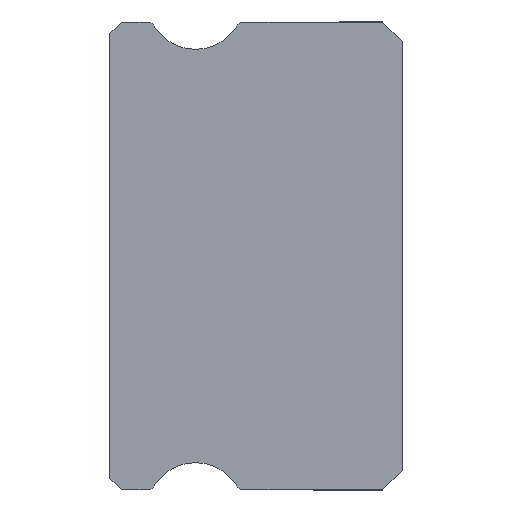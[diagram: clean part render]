
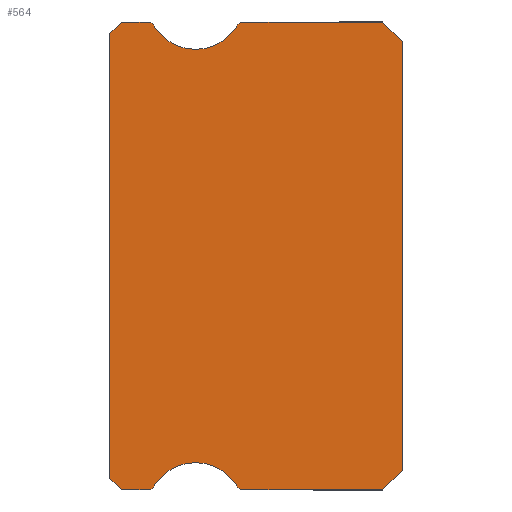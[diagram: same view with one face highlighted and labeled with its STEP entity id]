
A CAD part, left-side view. The second image highlights one B-rep face of the part: STEP entity #564.
In plain terms, the highlighted planar face has unit normal (-1, 0, 0).
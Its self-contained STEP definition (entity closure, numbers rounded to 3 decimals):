
#77 = CIRCLE ( 'NONE', #1217, 0.15 ) ;
#82 = CARTESIAN_POINT ( 'NONE',  ( -5., 6.512, -6. ) ) ;
#126 = EDGE_CURVE ( 'NONE', #2731, #2845, #714, .T. ) ;
#153 = CARTESIAN_POINT ( 'NONE',  ( -5., 4.088, -6. ) ) ;
#164 = VECTOR ( 'NONE', #3398, 1000. ) ;
#186 = VECTOR ( 'NONE', #294, 1000. ) ;
#202 = ORIENTED_EDGE ( 'NONE', *, *, #126, .F. ) ;
#251 = CARTESIAN_POINT ( 'NONE',  ( -5., 7.2, -6. ) ) ;
#281 = CIRCLE ( 'NONE', #446, 1.25 ) ;
#289 = VERTEX_POINT ( 'NONE', #1909 ) ;
#291 = CARTESIAN_POINT ( 'NONE',  ( -5., 6.512, -5.85 ) ) ;
#294 = DIRECTION ( 'NONE',  ( 0., -0.707, -0.707 ) ) ;
#305 = VERTEX_POINT ( 'NONE', #2129 ) ;
#309 = LINE ( 'NONE', #1709, #186 ) ;
#357 = DIRECTION ( 'NONE',  ( 0., 0., 1. ) ) ;
#373 = ORIENTED_EDGE ( 'NONE', *, *, #1670, .T. ) ;
#396 = VECTOR ( 'NONE', #3326, 1000. ) ;
#437 = CARTESIAN_POINT ( 'NONE',  ( -5., 0.5, -6. ) ) ;
#444 = DIRECTION ( 'NONE',  ( 0., 0., -1. ) ) ;
#446 = AXIS2_PLACEMENT_3D ( 'NONE', #1279, #1006, #444 ) ;
#449 = CIRCLE ( 'NONE', #1130, 0.15 ) ;
#518 = CARTESIAN_POINT ( 'NONE',  ( -5., 4.088, 6. ) ) ;
#520 = VECTOR ( 'NONE', #1229, 1000. ) ;
#541 = DIRECTION ( 'NONE',  ( 0., 0., -1. ) ) ;
#564 = ADVANCED_FACE ( 'NONE', ( #3379 ), #939, .F. ) ;
#582 = EDGE_CURVE ( 'NONE', #2836, #2724, #2170, .T. ) ;
#607 = CARTESIAN_POINT ( 'NONE',  ( -5., 7.5, 5.85 ) ) ;
#613 = LINE ( 'NONE', #3151, #1509 ) ;
#714 = LINE ( 'NONE', #2080, #164 ) ;
#771 = EDGE_CURVE ( 'NONE', #1923, #2836, #2732, .T. ) ;
#784 = CARTESIAN_POINT ( 'NONE',  ( -5., 7.2, 6. ) ) ;
#806 = VERTEX_POINT ( 'NONE', #2281 ) ;
#818 = DIRECTION ( 'NONE',  ( 0., 0., -1. ) ) ;
#861 = DIRECTION ( 'NONE',  ( 0., 0., -1. ) ) ;
#895 = CARTESIAN_POINT ( 'NONE',  ( -5., 6.512, -6. ) ) ;
#939 = PLANE ( 'NONE',  #1420 ) ;
#979 = DIRECTION ( 'NONE',  ( 1., 0., 0. ) ) ;
#987 = ORIENTED_EDGE ( 'NONE', *, *, #1452, .T. ) ;
#1006 = DIRECTION ( 'NONE',  ( -1., 0., 0. ) ) ;
#1043 = CARTESIAN_POINT ( 'NONE',  ( -5., 7.5, -5.7 ) ) ;
#1066 = EDGE_CURVE ( 'NONE', #2458, #1332, #1401, .T. ) ;
#1110 = DIRECTION ( 'NONE',  ( -1., 0., 0. ) ) ;
#1130 = AXIS2_PLACEMENT_3D ( 'NONE', #291, #2531, #818 ) ;
#1142 = ORIENTED_EDGE ( 'NONE', *, *, #2576, .F. ) ;
#1152 = CARTESIAN_POINT ( 'NONE',  ( -5., 5.3, 5.3 ) ) ;
#1186 = ORIENTED_EDGE ( 'NONE', *, *, #1407, .F. ) ;
#1191 = LINE ( 'NONE', #3333, #3183 ) ;
#1217 = AXIS2_PLACEMENT_3D ( 'NONE', #1733, #1439, #541 ) ;
#1221 = ORIENTED_EDGE ( 'NONE', *, *, #3199, .F. ) ;
#1229 = DIRECTION ( 'NONE',  ( 0., -1., 0. ) ) ;
#1279 = CARTESIAN_POINT ( 'NONE',  ( -5., 5.3, -6.55 ) ) ;
#1283 = CARTESIAN_POINT ( 'NONE',  ( -5., 6.512, 6. ) ) ;
#1324 = AXIS2_PLACEMENT_3D ( 'NONE', #2262, #1730, #861 ) ;
#1332 = VERTEX_POINT ( 'NONE', #3258 ) ;
#1377 = VERTEX_POINT ( 'NONE', #153 ) ;
#1401 = LINE ( 'NONE', #607, #396 ) ;
#1407 = EDGE_CURVE ( 'NONE', #1759, #3286, #281, .T. ) ;
#1412 = DIRECTION ( 'NONE',  ( 0., -0.707, -0.707 ) ) ;
#1419 = DIRECTION ( 'NONE',  ( 0., 0., -1. ) ) ;
#1420 = AXIS2_PLACEMENT_3D ( 'NONE', #2064, #979, #2627 ) ;
#1434 = LINE ( 'NONE', #251, #2896 ) ;
#1439 = DIRECTION ( 'NONE',  ( 1., 0., 0. ) ) ;
#1452 = EDGE_CURVE ( 'NONE', #2458, #1942, #1434, .T. ) ;
#1478 = EDGE_CURVE ( 'NONE', #3286, #1505, #449, .T. ) ;
#1505 = VERTEX_POINT ( 'NONE', #895 ) ;
#1509 = VECTOR ( 'NONE', #1512, 1000. ) ;
#1512 = DIRECTION ( 'NONE',  ( 0., 1., 0. ) ) ;
#1590 = CARTESIAN_POINT ( 'NONE',  ( -5., 6.383, -5.925 ) ) ;
#1626 = EDGE_CURVE ( 'NONE', #1942, #1505, #2332, .T. ) ;
#1636 = ORIENTED_EDGE ( 'NONE', *, *, #1962, .F. ) ;
#1664 = ORIENTED_EDGE ( 'NONE', *, *, #1890, .F. ) ;
#1670 = EDGE_CURVE ( 'NONE', #2731, #289, #2052, .T. ) ;
#1676 = EDGE_CURVE ( 'NONE', #2465, #3254, #1191, .T. ) ;
#1685 = CIRCLE ( 'NONE', #3106, 0.15 ) ;
#1703 = ORIENTED_EDGE ( 'NONE', *, *, #1676, .T. ) ;
#1709 = CARTESIAN_POINT ( 'NONE',  ( -5., 0.5, 6. ) ) ;
#1730 = DIRECTION ( 'NONE',  ( -1., 0., 0. ) ) ;
#1733 = CARTESIAN_POINT ( 'NONE',  ( -5., 6.512, 5.85 ) ) ;
#1737 = CIRCLE ( 'NONE', #1324, 1.25 ) ;
#1759 = VERTEX_POINT ( 'NONE', #2449 ) ;
#1770 = AXIS2_PLACEMENT_3D ( 'NONE', #2358, #3436, #2078 ) ;
#1821 = VECTOR ( 'NONE', #357, 1000. ) ;
#1859 = ORIENTED_EDGE ( 'NONE', *, *, #2506, .F. ) ;
#1864 = LINE ( 'NONE', #1882, #3506 ) ;
#1882 = CARTESIAN_POINT ( 'NONE',  ( -5., 7.5, 5.7 ) ) ;
#1890 = EDGE_CURVE ( 'NONE', #2465, #305, #77, .T. ) ;
#1909 = CARTESIAN_POINT ( 'NONE',  ( -5., 0., 5.5 ) ) ;
#1922 = CARTESIAN_POINT ( 'NONE',  ( -5., 0., -5.5 ) ) ;
#1923 = VERTEX_POINT ( 'NONE', #1152 ) ;
#1942 = VERTEX_POINT ( 'NONE', #3115 ) ;
#1959 = DIRECTION ( 'NONE',  ( 1., 0., 0. ) ) ;
#1962 = EDGE_CURVE ( 'NONE', #2845, #1377, #613, .T. ) ;
#2047 = DIRECTION ( 'NONE',  ( 0., -1., 0. ) ) ;
#2052 = LINE ( 'NONE', #2863, #1821 ) ;
#2064 = CARTESIAN_POINT ( 'NONE',  ( -5., 6.512, 5.85 ) ) ;
#2078 = DIRECTION ( 'NONE',  ( 0., 0., -1. ) ) ;
#2080 = CARTESIAN_POINT ( 'NONE',  ( -5., 0., -5.5 ) ) ;
#2099 = EDGE_CURVE ( 'NONE', #1377, #1759, #1685, .T. ) ;
#2129 = CARTESIAN_POINT ( 'NONE',  ( -5., 6.383, 5.925 ) ) ;
#2170 = CIRCLE ( 'NONE', #1770, 0.15 ) ;
#2260 = ORIENTED_EDGE ( 'NONE', *, *, #582, .F. ) ;
#2262 = CARTESIAN_POINT ( 'NONE',  ( -5., 5.3, 6.55 ) ) ;
#2277 = ORIENTED_EDGE ( 'NONE', *, *, #2099, .F. ) ;
#2281 = CARTESIAN_POINT ( 'NONE',  ( -5., 0.5, 6. ) ) ;
#2332 = LINE ( 'NONE', #82, #520 ) ;
#2358 = CARTESIAN_POINT ( 'NONE',  ( -5., 4.088, 5.85 ) ) ;
#2384 = DIRECTION ( 'NONE',  ( 0., 0., -1. ) ) ;
#2424 = ORIENTED_EDGE ( 'NONE', *, *, #1626, .T. ) ;
#2449 = CARTESIAN_POINT ( 'NONE',  ( -5., 4.217, -5.925 ) ) ;
#2458 = VERTEX_POINT ( 'NONE', #1043 ) ;
#2465 = VERTEX_POINT ( 'NONE', #1283 ) ;
#2480 = ORIENTED_EDGE ( 'NONE', *, *, #1066, .F. ) ;
#2506 = EDGE_CURVE ( 'NONE', #806, #289, #309, .T. ) ;
#2531 = DIRECTION ( 'NONE',  ( 1., 0., 0. ) ) ;
#2576 = EDGE_CURVE ( 'NONE', #305, #1923, #1737, .T. ) ;
#2592 = CARTESIAN_POINT ( 'NONE',  ( -5., 6.512, 6. ) ) ;
#2627 = DIRECTION ( 'NONE',  ( 0., 0., -1. ) ) ;
#2691 = EDGE_CURVE ( 'NONE', #3254, #1332, #1864, .T. ) ;
#2724 = VERTEX_POINT ( 'NONE', #518 ) ;
#2731 = VERTEX_POINT ( 'NONE', #1922 ) ;
#2732 = CIRCLE ( 'NONE', #3186, 1.25 ) ;
#2748 = EDGE_LOOP ( 'NONE', ( #3330, #2480, #987, #2424, #3277, #1186, #2277, #1636, #202, #373, #1859, #1221, #2260, #2986, #1142, #1664, #1703 ) ) ;
#2836 = VERTEX_POINT ( 'NONE', #3291 ) ;
#2845 = VERTEX_POINT ( 'NONE', #437 ) ;
#2863 = CARTESIAN_POINT ( 'NONE',  ( -5., 0., 5.5 ) ) ;
#2896 = VECTOR ( 'NONE', #1412, 1000. ) ;
#2941 = VECTOR ( 'NONE', #2047, 1000. ) ;
#2944 = DIRECTION ( 'NONE',  ( 0., 0.707, -0.707 ) ) ;
#2986 = ORIENTED_EDGE ( 'NONE', *, *, #771, .F. ) ;
#3055 = DIRECTION ( 'NONE',  ( 0., 1., 0. ) ) ;
#3106 = AXIS2_PLACEMENT_3D ( 'NONE', #3317, #1959, #2384 ) ;
#3115 = CARTESIAN_POINT ( 'NONE',  ( -5., 7.2, -6. ) ) ;
#3151 = CARTESIAN_POINT ( 'NONE',  ( -5., 6.512, -6. ) ) ;
#3171 = LINE ( 'NONE', #2592, #2941 ) ;
#3183 = VECTOR ( 'NONE', #3055, 1000. ) ;
#3186 = AXIS2_PLACEMENT_3D ( 'NONE', #3590, #1110, #1419 ) ;
#3199 = EDGE_CURVE ( 'NONE', #2724, #806, #3171, .T. ) ;
#3254 = VERTEX_POINT ( 'NONE', #784 ) ;
#3258 = CARTESIAN_POINT ( 'NONE',  ( -5., 7.5, 5.7 ) ) ;
#3277 = ORIENTED_EDGE ( 'NONE', *, *, #1478, .F. ) ;
#3286 = VERTEX_POINT ( 'NONE', #1590 ) ;
#3291 = CARTESIAN_POINT ( 'NONE',  ( -5., 4.217, 5.925 ) ) ;
#3317 = CARTESIAN_POINT ( 'NONE',  ( -5., 4.088, -5.85 ) ) ;
#3326 = DIRECTION ( 'NONE',  ( 0., 0., 1. ) ) ;
#3330 = ORIENTED_EDGE ( 'NONE', *, *, #2691, .T. ) ;
#3333 = CARTESIAN_POINT ( 'NONE',  ( -5., 7.2, 6. ) ) ;
#3379 = FACE_OUTER_BOUND ( 'NONE', #2748, .T. ) ;
#3398 = DIRECTION ( 'NONE',  ( 0., 0.707, -0.707 ) ) ;
#3436 = DIRECTION ( 'NONE',  ( 1., 0., 0. ) ) ;
#3506 = VECTOR ( 'NONE', #2944, 1000. ) ;
#3590 = CARTESIAN_POINT ( 'NONE',  ( -5., 5.3, 6.55 ) ) ;
